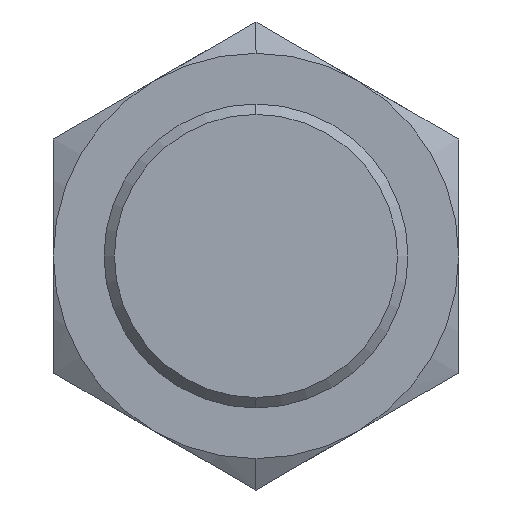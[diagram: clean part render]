
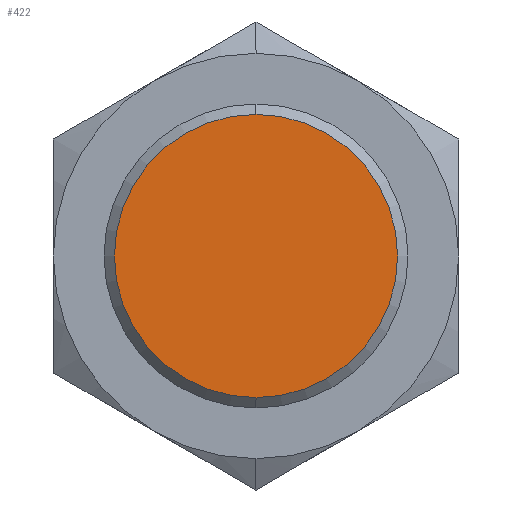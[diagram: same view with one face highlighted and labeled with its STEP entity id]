
A CAD part, left-side view. The second image highlights one B-rep face of the part: STEP entity #422.
In plain terms, the highlighted planar face has unit normal (-1, 0, 0).
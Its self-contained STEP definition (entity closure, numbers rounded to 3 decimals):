
#402=CARTESIAN_POINT('POINT27',(0.,
   0.,8.387));
#403=VERTEX_POINT('VERTEX27',#402);
#404=CARTESIAN_POINT('POINT28',(0.,
   0.,-8.387));
#405=VERTEX_POINT('VERTEX28',#404);
#406=CARTESIAN_POINT('POS38',(0.,0.,0.))
   ;
#407=DIRECTION('DIR63',(1.,0.,0.));
#408=DIRECTION('DIR64',(0.,0.,1.));
#409=AXIS2_PLACEMENT_3D('AXIS26',#406,#407,#408);
#410=CIRCLE('ELLIPSE14',#409,8.387);
#411=EDGE_CURVE('EDGE39',#403,#405,#410,.T.);
#412=ORIENTED_EDGE('COEDGE75',*,*,#411,.F.);
#413=EDGE_CURVE('EDGE40',#405,#403,#410,.T.);
#414=ORIENTED_EDGE('COEDGE76',*,*,#413,.F.);
#415=EDGE_LOOP('NONE',(#412,#414));
#416=FACE_BOUND('LOOP1',#415,.T.);
#417=CARTESIAN_POINT('POS39',(0.,0.,
   4.193));
#418=DIRECTION('DIR65',(-1.,0.,0.));
#419=DIRECTION('DIR66',(0.,1.,0.));
#420=AXIS2_PLACEMENT_3D('AXIS27',#417,#418,#419);
#421=PLANE('PLANE7',#420);
#422=ADVANCED_FACE('FACE19',(#416),#421,.T.);
